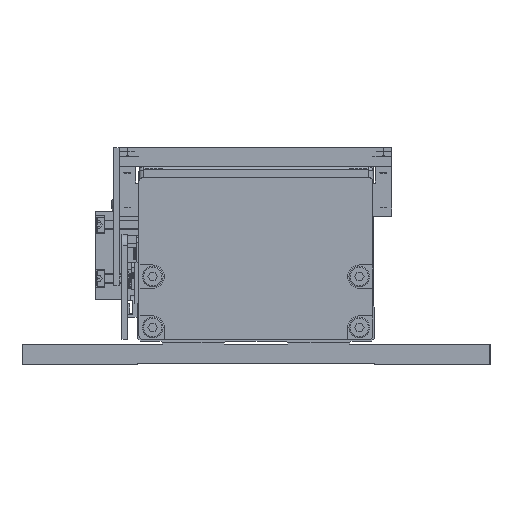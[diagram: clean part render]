
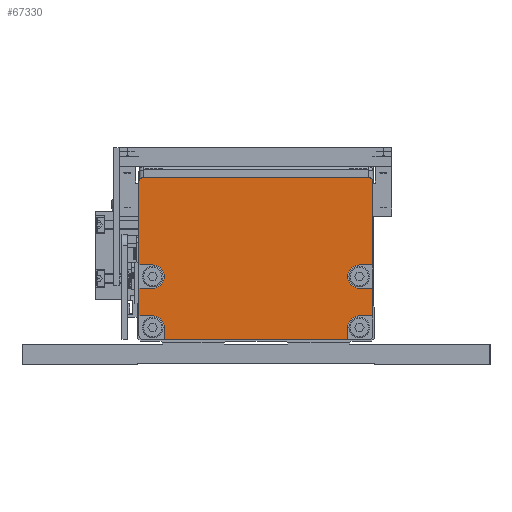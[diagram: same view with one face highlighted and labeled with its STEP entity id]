
A CAD part, left-side view. The second image highlights one B-rep face of the part: STEP entity #67330.
In plain terms, the highlighted face is planar.
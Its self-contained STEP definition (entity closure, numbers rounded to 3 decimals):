
#1190=PLANE('',#72142);
#4685=LINE('',#101582,#11340);
#4687=LINE('',#101588,#11342);
#4688=LINE('',#101590,#11343);
#4689=LINE('',#101591,#11344);
#4690=LINE('',#101593,#11345);
#4691=LINE('',#101595,#11346);
#4692=LINE('',#101599,#11347);
#4693=LINE('',#101603,#11348);
#4694=LINE('',#101604,#11349);
#4695=LINE('',#101606,#11350);
#4696=LINE('',#101608,#11351);
#4697=LINE('',#101610,#11352);
#4698=LINE('',#101614,#11353);
#4699=LINE('',#101615,#11354);
#11340=VECTOR('',#81504,1.);
#11342=VECTOR('',#81510,1.);
#11343=VECTOR('',#81511,1.);
#11344=VECTOR('',#81512,1.);
#11345=VECTOR('',#81513,1.);
#11346=VECTOR('',#81514,1.);
#11347=VECTOR('',#81517,1.);
#11348=VECTOR('',#81520,1.);
#11349=VECTOR('',#81521,1.);
#11350=VECTOR('',#81522,1.);
#11351=VECTOR('',#81523,1.);
#11352=VECTOR('',#81524,1.);
#11353=VECTOR('',#81527,1.);
#11354=VECTOR('',#81528,1.);
#18391=FACE_OUTER_BOUND('',#22159,.T.);
#22159=EDGE_LOOP('',(#48532,#48533,#48534,#48535,#48536,#48537,#48538,#48539,
#48540,#48541,#48542,#48543,#48544,#48545,#48546,#48547,#48548,#48549,#48550,
#48551));
#26022=CIRCLE('',#71652,4.25);
#26025=CIRCLE('',#71656,4.25);
#26246=CIRCLE('',#72143,4.25);
#26247=CIRCLE('',#72144,1.5);
#26248=CIRCLE('',#72145,1.5);
#26249=CIRCLE('',#72146,4.25);
#29191=VERTEX_POINT('',#99923);
#29192=VERTEX_POINT('',#99924);
#29197=VERTEX_POINT('',#99935);
#29198=VERTEX_POINT('',#99937);
#29669=VERTEX_POINT('',#101579);
#29670=VERTEX_POINT('',#101581);
#29671=VERTEX_POINT('',#101585);
#29672=VERTEX_POINT('',#101587);
#29673=VERTEX_POINT('',#101589);
#29674=VERTEX_POINT('',#101592);
#29675=VERTEX_POINT('',#101594);
#29676=VERTEX_POINT('',#101596);
#29677=VERTEX_POINT('',#101598);
#29678=VERTEX_POINT('',#101600);
#29679=VERTEX_POINT('',#101602);
#29680=VERTEX_POINT('',#101605);
#29681=VERTEX_POINT('',#101607);
#29682=VERTEX_POINT('',#101609);
#29683=VERTEX_POINT('',#101611);
#29684=VERTEX_POINT('',#101613);
#36013=EDGE_CURVE('',#29191,#29192,#26022,.T.);
#36019=EDGE_CURVE('',#29198,#29197,#26025,.T.);
#36721=EDGE_CURVE('',#29670,#29669,#4685,.T.);
#36723=EDGE_CURVE('',#29669,#29671,#26246,.T.);
#36724=EDGE_CURVE('',#29671,#29672,#4687,.T.);
#36725=EDGE_CURVE('',#29673,#29672,#4688,.T.);
#36726=EDGE_CURVE('',#29673,#29198,#4689,.T.);
#36727=EDGE_CURVE('',#29197,#29674,#4690,.T.);
#36728=EDGE_CURVE('',#29675,#29674,#4691,.T.);
#36729=EDGE_CURVE('',#29676,#29675,#26247,.T.);
#36730=EDGE_CURVE('',#29677,#29676,#4692,.T.);
#36731=EDGE_CURVE('',#29678,#29677,#26248,.T.);
#36732=EDGE_CURVE('',#29679,#29678,#4693,.T.);
#36733=EDGE_CURVE('',#29679,#29191,#4694,.T.);
#36734=EDGE_CURVE('',#29192,#29680,#4695,.T.);
#36735=EDGE_CURVE('',#29681,#29680,#4696,.T.);
#36736=EDGE_CURVE('',#29681,#29682,#4697,.T.);
#36737=EDGE_CURVE('',#29682,#29683,#26249,.T.);
#36738=EDGE_CURVE('',#29683,#29684,#4698,.T.);
#36739=EDGE_CURVE('',#29670,#29684,#4699,.T.);
#48532=ORIENTED_EDGE('',*,*,#36721,.T.);
#48533=ORIENTED_EDGE('',*,*,#36723,.T.);
#48534=ORIENTED_EDGE('',*,*,#36724,.T.);
#48535=ORIENTED_EDGE('',*,*,#36725,.F.);
#48536=ORIENTED_EDGE('',*,*,#36726,.T.);
#48537=ORIENTED_EDGE('',*,*,#36019,.T.);
#48538=ORIENTED_EDGE('',*,*,#36727,.T.);
#48539=ORIENTED_EDGE('',*,*,#36728,.F.);
#48540=ORIENTED_EDGE('',*,*,#36729,.F.);
#48541=ORIENTED_EDGE('',*,*,#36730,.F.);
#48542=ORIENTED_EDGE('',*,*,#36731,.F.);
#48543=ORIENTED_EDGE('',*,*,#36732,.F.);
#48544=ORIENTED_EDGE('',*,*,#36733,.T.);
#48545=ORIENTED_EDGE('',*,*,#36013,.T.);
#48546=ORIENTED_EDGE('',*,*,#36734,.T.);
#48547=ORIENTED_EDGE('',*,*,#36735,.F.);
#48548=ORIENTED_EDGE('',*,*,#36736,.T.);
#48549=ORIENTED_EDGE('',*,*,#36737,.T.);
#48550=ORIENTED_EDGE('',*,*,#36738,.T.);
#48551=ORIENTED_EDGE('',*,*,#36739,.F.);
#67330=ADVANCED_FACE('',(#18391),#1190,.T.);
#71652=AXIS2_PLACEMENT_3D('',#99925,#80056,#80057);
#71656=AXIS2_PLACEMENT_3D('',#99938,#80067,#80068);
#72142=AXIS2_PLACEMENT_3D('',#101584,#81506,#81507);
#72143=AXIS2_PLACEMENT_3D('',#101586,#81508,#81509);
#72144=AXIS2_PLACEMENT_3D('',#101597,#81515,#81516);
#72145=AXIS2_PLACEMENT_3D('',#101601,#81518,#81519);
#72146=AXIS2_PLACEMENT_3D('',#101612,#81525,#81526);
#80056=DIRECTION('center_axis',(0.,1.,0.));
#80057=DIRECTION('ref_axis',(1.,0.,0.));
#80067=DIRECTION('center_axis',(0.,1.,0.));
#80068=DIRECTION('ref_axis',(1.,0.,0.));
#81504=DIRECTION('',(0.,0.,1.));
#81506=DIRECTION('center_axis',(0.,-1.,0.));
#81507=DIRECTION('ref_axis',(1.,0.,0.));
#81508=DIRECTION('center_axis',(0.,1.,0.));
#81509=DIRECTION('ref_axis',(1.,0.,0.));
#81510=DIRECTION('',(1.,0.,0.));
#81511=DIRECTION('',(0.,0.,-1.));
#81512=DIRECTION('',(-1.,0.,0.));
#81513=DIRECTION('',(1.,0.,0.));
#81514=DIRECTION('',(0.,0.,-1.));
#81515=DIRECTION('center_axis',(0.,1.,0.));
#81516=DIRECTION('ref_axis',(1.,0.,0.));
#81517=DIRECTION('',(1.,0.,0.));
#81518=DIRECTION('center_axis',(0.,1.,0.));
#81519=DIRECTION('ref_axis',(0.,0.,1.));
#81520=DIRECTION('',(0.,0.,1.));
#81521=DIRECTION('',(1.,0.,0.));
#81522=DIRECTION('',(-1.,0.,0.));
#81523=DIRECTION('',(0.,0.,1.));
#81524=DIRECTION('',(1.,0.,0.));
#81525=DIRECTION('center_axis',(0.,1.,0.));
#81526=DIRECTION('ref_axis',(1.,0.,0.));
#81527=DIRECTION('',(0.,0.,-1.));
#81528=DIRECTION('',(-1.,0.,0.));
#99923=CARTESIAN_POINT('',(-37.5,0.,28.25));
#99924=CARTESIAN_POINT('',(-37.5,0.,19.75));
#99925=CARTESIAN_POINT('Origin',(-37.5,0.,24.));
#99935=CARTESIAN_POINT('',(37.5,0.,28.25));
#99937=CARTESIAN_POINT('',(37.5,0.,19.75));
#99938=CARTESIAN_POINT('Origin',(37.5,0.,24.));
#101579=CARTESIAN_POINT('',(33.25,0.,5.5));
#101581=CARTESIAN_POINT('',(33.25,0.,1.));
#101582=CARTESIAN_POINT('',(33.25,0.,16.875));
#101584=CARTESIAN_POINT('Origin',(0.,0.,30.5));
#101585=CARTESIAN_POINT('',(37.5,0.,9.75));
#101586=CARTESIAN_POINT('Origin',(37.5,0.,5.5));
#101587=CARTESIAN_POINT('',(42.5,0.,9.75));
#101588=CARTESIAN_POINT('',(20.,0.,9.75));
#101589=CARTESIAN_POINT('',(42.5,0.,19.75));
#101590=CARTESIAN_POINT('',(42.5,0.,2.5));
#101591=CARTESIAN_POINT('',(20.,0.,19.75));
#101592=CARTESIAN_POINT('',(42.5,0.,28.25));
#101593=CARTESIAN_POINT('',(20.,0.,28.25));
#101594=CARTESIAN_POINT('',(42.5,0.,58.5));
#101595=CARTESIAN_POINT('',(42.5,0.,2.5));
#101596=CARTESIAN_POINT('',(41.,0.,60.));
#101597=CARTESIAN_POINT('Origin',(41.,0.,58.5));
#101598=CARTESIAN_POINT('',(-41.,0.,60.));
#101599=CARTESIAN_POINT('',(41.,0.,60.));
#101600=CARTESIAN_POINT('',(-42.5,0.,58.5));
#101601=CARTESIAN_POINT('Origin',(-41.,0.,58.5));
#101602=CARTESIAN_POINT('',(-42.5,0.,28.25));
#101603=CARTESIAN_POINT('',(-42.5,0.,58.5));
#101604=CARTESIAN_POINT('',(-20.,0.,28.25));
#101605=CARTESIAN_POINT('',(-42.5,0.,19.75));
#101606=CARTESIAN_POINT('',(-20.,0.,19.75));
#101607=CARTESIAN_POINT('',(-42.5,0.,9.75));
#101608=CARTESIAN_POINT('',(-42.5,0.,58.5));
#101609=CARTESIAN_POINT('',(-37.5,0.,9.75));
#101610=CARTESIAN_POINT('',(-20.,0.,9.75));
#101611=CARTESIAN_POINT('',(-33.25,0.,5.5));
#101612=CARTESIAN_POINT('Origin',(-37.5,0.,5.5));
#101613=CARTESIAN_POINT('',(-33.25,0.,1.));
#101614=CARTESIAN_POINT('',(-33.25,0.,16.875));
#101615=CARTESIAN_POINT('',(-41.,0.,1.));
